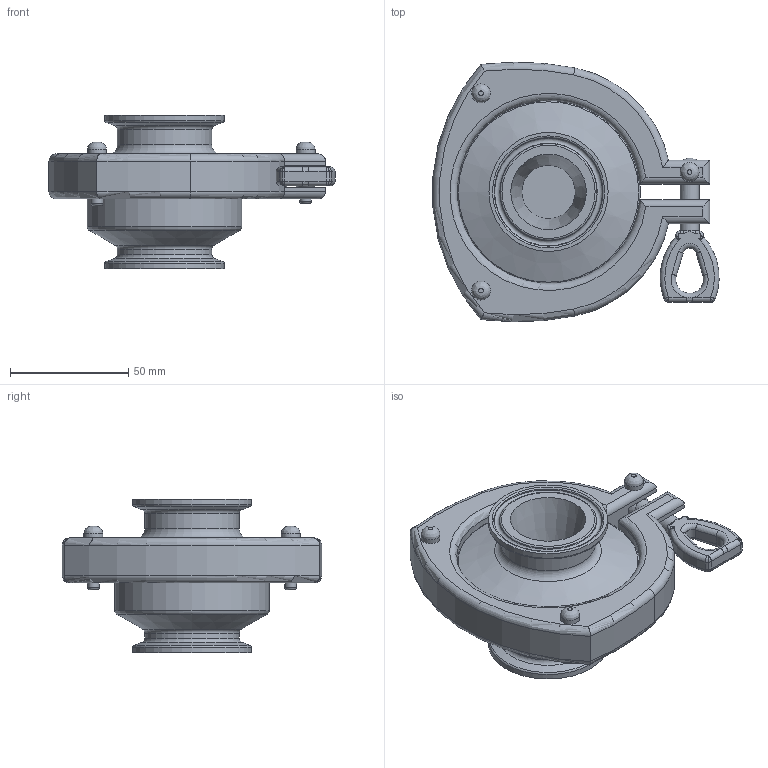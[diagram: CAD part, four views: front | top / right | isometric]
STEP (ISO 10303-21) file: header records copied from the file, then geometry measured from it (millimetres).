
FILE_DESCRIPTION(/* description */ (''),/* implementation_level */ '2;1');
FILE_NAME(/* name */ 'lv6dp-032-clamp-01.stp',/* time_stamp */ '2025-08-04T09:04:12+09:00',/* author */ ('shibuya'),/* organization */ (''),/* preprocessor_version */ 'ST-DEVELOPER v20',/* originating_system */ 'Autodesk Inventor 2025',/* authorisation */ '');
FILE_SCHEMA (('AUTOMOTIVE_DESIGN { 1 0 10303 214 3 1 1 }'));
Length unit declared in the file: millimetre
Products named in the file (1): lv6dp-032-clamp-01
Bounding box: 121.21 x 109.97 x 65 mm (x, y, z)
Volume: 233887.5 mm3; surface area: 45809.4 mm2
Topology: 1 solids, 1 shells, 197 faces, 466 edges, 274 vertices
Faces by surface type: cylinder 61, plane 50, torus 41, bspline 29, cone 11, sphere 5
Full cylindrical faces by diameter (mm): 5 x3, 8 x4, 22.6 x1, 32 x1, 40 x2, 50.5 x2, 65.5 x1
Entity records: 6961 total; most frequent: CARTESIAN_POINT 2214, DIRECTION 1009, ORIENTED_EDGE 924, EDGE_CURVE 462, AXIS2_PLACEMENT_3D 424, VERTEX_POINT 274, CIRCLE 247, EDGE_LOOP 210
